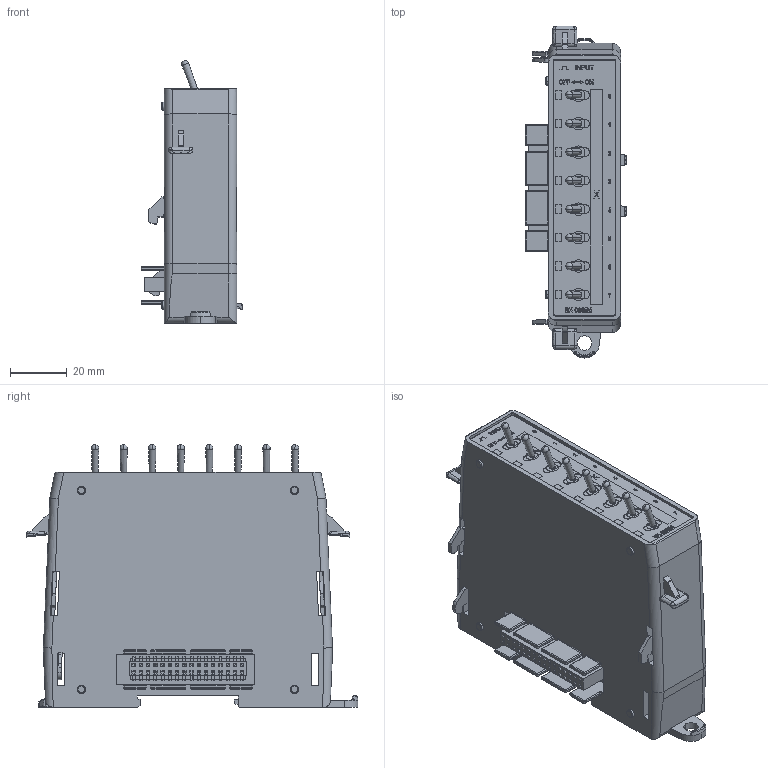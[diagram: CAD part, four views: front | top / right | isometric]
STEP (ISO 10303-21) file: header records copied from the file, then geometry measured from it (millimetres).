
FILE_DESCRIPTION (( 'STEP AP214' ), '1' );
FILE_NAME ('BX-08SIMn.STEP', '2020-03-26T11:05:59', ( '' ), ( '' ), 'SwSTEP 2.0', 'SolidWorks 2017', '' );
FILE_SCHEMA (( 'AUTOMOTIVE_DESIGN' ));
Length unit declared in the file: inch
Products named in the file (1): BX-08SIMn
Bounding box: 35.62 x 116.5 x 92.28 mm (x, y, z)
Volume: 190615.6 mm3; surface area: 49494.9 mm2
Topology: 33 solids, 42 shells, 3734 faces, 9737 edges, 6135 vertices
Faces by surface type: plane 2570, cylinder 599, bspline 335, cone 95, torus 71, sphere 64
Entity records: 179106 total; most frequent: CARTESIAN_POINT 42523, ORIENTED_EDGE 19166, DIRECTION 16046, EDGE_CURVE 9583, LINE 7364, VECTOR 7364, VERTEX_POINT 6073, AXIS2_PLACEMENT_3D 4341
